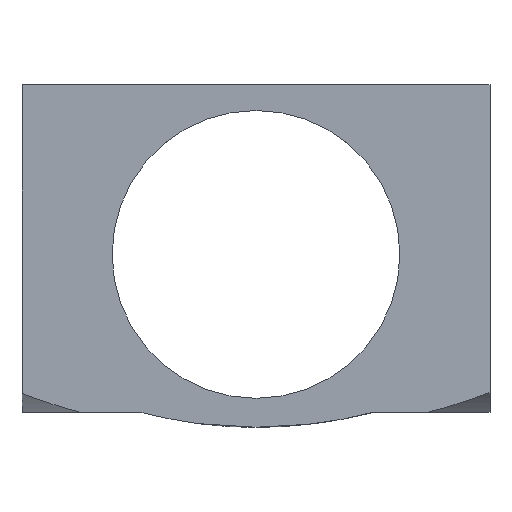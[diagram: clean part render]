
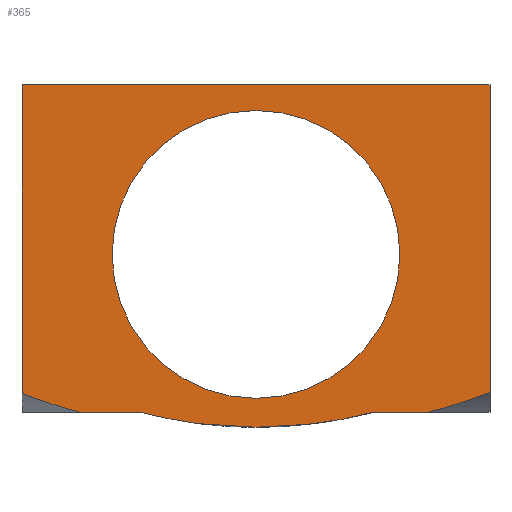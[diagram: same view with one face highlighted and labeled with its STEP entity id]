
A CAD part, top view. The second image highlights one B-rep face of the part: STEP entity #365.
In plain terms, the highlighted planar face has unit normal (0, 0, 1).
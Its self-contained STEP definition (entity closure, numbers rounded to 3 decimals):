
#24=B_SPLINE_CURVE_WITH_KNOTS('',3,(#622,#623,#624,#625,#626,#627,#628),
 .UNSPECIFIED.,.F.,.F.,(4,1,1,1,4),(4.537,4.578,4.605,
4.659,4.712),.UNSPECIFIED.);
#25=B_SPLINE_CURVE_WITH_KNOTS('',3,(#629,#630,#631,#632,#633,#634,#635,
#636,#637,#638,#639,#640),.UNSPECIFIED.,.F.,.F.,(4,1,1,1,1,1,1,1,1,4),(4.712,
4.766,4.82,4.847,4.901,4.928,
4.981,5.008,5.062,5.066),
 .UNSPECIFIED.);
#28=ELLIPSE('',#405,36.595,25.877);
#32=ELLIPSE('',#419,36.48,25.795);
#33=ELLIPSE('',#420,36.48,25.795);
#41=FACE_BOUND('',#90,.T.);
#50=PLANE('',#418);
#62=FACE_OUTER_BOUND('',#89,.T.);
#89=EDGE_LOOP('',(#289,#290,#291,#292,#293,#294,#295,#296,#297,#298));
#90=EDGE_LOOP('',(#299));
#116=LINE('',#595,#139);
#121=LINE('',#618,#144);
#122=LINE('',#644,#145);
#123=LINE('',#646,#146);
#124=LINE('',#647,#147);
#139=VECTOR('',#471,10.);
#144=VECTOR('',#492,10.);
#145=VECTOR('',#497,10.);
#146=VECTOR('',#498,10.);
#147=VECTOR('',#499,10.);
#155=CIRCLE('',#401,12.3);
#167=VERTEX_POINT('',#542);
#169=VERTEX_POINT('',#549);
#171=VERTEX_POINT('',#552);
#173=VERTEX_POINT('',#557);
#180=VERTEX_POINT('',#593);
#190=VERTEX_POINT('',#617);
#191=VERTEX_POINT('',#619);
#192=VERTEX_POINT('',#621);
#193=VERTEX_POINT('',#641);
#194=VERTEX_POINT('',#643);
#195=VERTEX_POINT('',#645);
#207=EDGE_CURVE('',#167,#167,#155,.T.);
#210=EDGE_CURVE('',#171,#169,#28,.T.);
#222=EDGE_CURVE('',#180,#173,#116,.T.);
#233=EDGE_CURVE('',#190,#169,#121,.T.);
#234=EDGE_CURVE('',#190,#191,#32,.T.);
#235=EDGE_CURVE('',#191,#192,#24,.T.);
#236=EDGE_CURVE('',#192,#173,#25,.T.);
#237=EDGE_CURVE('',#180,#193,#33,.T.);
#238=EDGE_CURVE('',#194,#193,#122,.T.);
#239=EDGE_CURVE('',#195,#194,#123,.T.);
#240=EDGE_CURVE('',#171,#195,#124,.T.);
#289=ORIENTED_EDGE('',*,*,#210,.T.);
#290=ORIENTED_EDGE('',*,*,#233,.F.);
#291=ORIENTED_EDGE('',*,*,#234,.T.);
#292=ORIENTED_EDGE('',*,*,#235,.T.);
#293=ORIENTED_EDGE('',*,*,#236,.T.);
#294=ORIENTED_EDGE('',*,*,#222,.F.);
#295=ORIENTED_EDGE('',*,*,#237,.T.);
#296=ORIENTED_EDGE('',*,*,#238,.F.);
#297=ORIENTED_EDGE('',*,*,#239,.F.);
#298=ORIENTED_EDGE('',*,*,#240,.F.);
#299=ORIENTED_EDGE('',*,*,#207,.T.);
#365=ADVANCED_FACE('',(#62,#41),#50,.T.);
#401=AXIS2_PLACEMENT_3D('',#544,#444,#445);
#405=AXIS2_PLACEMENT_3D('',#553,#453,#454);
#418=AXIS2_PLACEMENT_3D('',#616,#490,#491);
#419=AXIS2_PLACEMENT_3D('',#620,#493,#494);
#420=AXIS2_PLACEMENT_3D('',#642,#495,#496);
#444=DIRECTION('center_axis',(0.,0.,
-1.));
#445=DIRECTION('ref_axis',(-1.,0.,0.));
#453=DIRECTION('center_axis',(0.,0.,
1.));
#454=DIRECTION('ref_axis',(-1.,0.,0.));
#471=DIRECTION('',(-1.,0.,0.));
#490=DIRECTION('center_axis',(0.,0.,
1.));
#491=DIRECTION('ref_axis',(1.,0.,0.));
#492=DIRECTION('',(-1.,0.,0.));
#493=DIRECTION('center_axis',(0.,0.,
1.));
#494=DIRECTION('ref_axis',(1.,0.,0.));
#495=DIRECTION('center_axis',(0.,0.,
1.));
#496=DIRECTION('ref_axis',(1.,0.,0.));
#497=DIRECTION('',(0.,-1.,0.));
#498=DIRECTION('',(1.,0.,0.));
#499=DIRECTION('',(0.,1.,0.));
#542=CARTESIAN_POINT('',(39.113,1.1,6.));
#544=CARTESIAN_POINT('Origin',(26.813,1.1,6.));
#549=CARTESIAN_POINT('',(11.832,-12.4,6.));
#552=CARTESIAN_POINT('',(6.813,-10.788,6.));
#553=CARTESIAN_POINT('Origin',(24.412,11.9,6.));
#557=CARTESIAN_POINT('',(36.812,-12.4,6.));
#593=CARTESIAN_POINT('',(41.453,-12.4,6.));
#595=CARTESIAN_POINT('',(16.813,-12.4,6.));
#616=CARTESIAN_POINT('Origin',(26.813,1.6,6.));
#617=CARTESIAN_POINT('',(16.975,-12.4,6.));
#618=CARTESIAN_POINT('',(16.813,-12.4,6.));
#619=CARTESIAN_POINT('',(21.823,-13.36,6.));
#620=CARTESIAN_POINT('Origin',(29.214,11.9,6.));
#621=CARTESIAN_POINT('',(26.813,-13.67,6.));
#622=CARTESIAN_POINT('Ctrl Pts',(21.823,-13.36,6.));
#623=CARTESIAN_POINT('Ctrl Pts',(22.205,-13.408,6.));
#624=CARTESIAN_POINT('Ctrl Pts',(22.842,-13.478,6.));
#625=CARTESIAN_POINT('Ctrl Pts',(23.992,-13.577,6.));
#626=CARTESIAN_POINT('Ctrl Pts',(25.273,-13.65,6.));
#627=CARTESIAN_POINT('Ctrl Pts',(26.299,-13.67,6.));
#628=CARTESIAN_POINT('Ctrl Pts',(26.813,-13.67,6.));
#629=CARTESIAN_POINT('Ctrl Pts',(26.813,-13.67,6.));
#630=CARTESIAN_POINT('Ctrl Pts',(27.326,-13.67,6.));
#631=CARTESIAN_POINT('Ctrl Pts',(28.353,-13.65,6.));
#632=CARTESIAN_POINT('Ctrl Pts',(29.634,-13.577,6.));
#633=CARTESIAN_POINT('Ctrl Pts',(30.911,-13.467,6.));
#634=CARTESIAN_POINT('Ctrl Pts',(31.93,-13.35,6.));
#635=CARTESIAN_POINT('Ctrl Pts',(33.197,-13.167,6.));
#636=CARTESIAN_POINT('Ctrl Pts',(34.206,-12.99,6.));
#637=CARTESIAN_POINT('Ctrl Pts',(35.458,-12.733,6.));
#638=CARTESIAN_POINT('Ctrl Pts',(36.242,-12.548,6.));
#639=CARTESIAN_POINT('Ctrl Pts',(36.774,-12.41,6.));
#640=CARTESIAN_POINT('Ctrl Pts',(36.812,-12.4,6.));
#641=CARTESIAN_POINT('',(46.813,-10.695,6.));
#642=CARTESIAN_POINT('Origin',(29.214,11.9,6.));
#643=CARTESIAN_POINT('',(46.813,15.6,6.));
#644=CARTESIAN_POINT('',(46.813,8.1,6.));
#645=CARTESIAN_POINT('',(6.813,15.6,6.));
#646=CARTESIAN_POINT('',(36.813,15.6,6.));
#647=CARTESIAN_POINT('',(6.813,8.6,6.));
